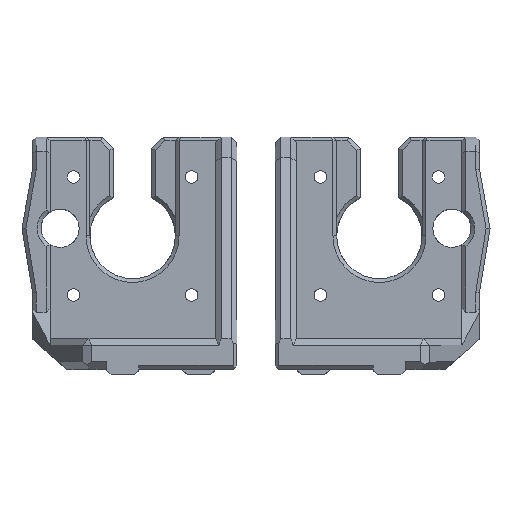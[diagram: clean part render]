
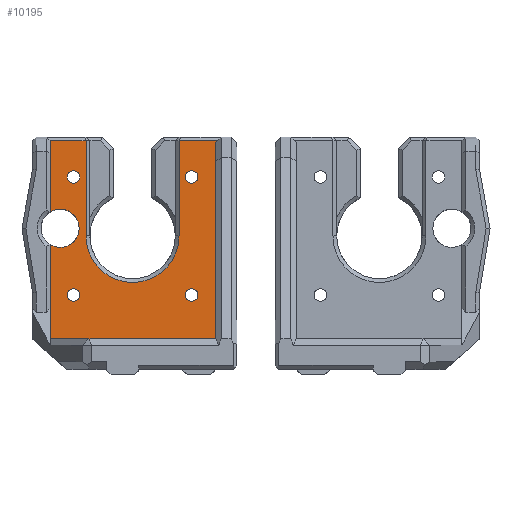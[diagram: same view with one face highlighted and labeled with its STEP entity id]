
A CAD part, top view. The second image highlights one B-rep face of the part: STEP entity #10195.
In plain terms, the highlighted face is planar.
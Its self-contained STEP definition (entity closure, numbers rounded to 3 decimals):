
#39=(
BOUNDED_CURVE()
B_SPLINE_CURVE(2,(#14943,#14944,#14945),.UNSPECIFIED.,.F.,.F.)
B_SPLINE_CURVE_WITH_KNOTS((3,3),(0.25,0.726),
 .UNSPECIFIED.)
CURVE()
GEOMETRIC_REPRESENTATION_ITEM()
RATIONAL_B_SPLINE_CURVE((1.193,1.314,1.193))
REPRESENTATION_ITEM('')
);
#40=(
BOUNDED_CURVE()
B_SPLINE_CURVE(2,(#14949,#14950,#14951),.UNSPECIFIED.,.F.,.F.)
B_SPLINE_CURVE_WITH_KNOTS((3,3),(0.25,0.726),
 .UNSPECIFIED.)
CURVE()
GEOMETRIC_REPRESENTATION_ITEM()
RATIONAL_B_SPLINE_CURVE((1.193,1.314,1.193))
REPRESENTATION_ITEM('')
);
#53=FACE_BOUND('',#1012,.T.);
#54=FACE_BOUND('',#1013,.T.);
#55=FACE_BOUND('',#1014,.T.);
#56=FACE_BOUND('',#1015,.T.);
#115=CIRCLE('',#10740,5.);
#118=CIRCLE('',#10743,5.);
#124=CIRCLE('',#10840,12.2);
#125=CIRCLE('',#10841,1.65);
#126=CIRCLE('',#10842,1.65);
#127=CIRCLE('',#10843,1.65);
#128=CIRCLE('',#10844,1.65);
#415=FACE_OUTER_BOUND('',#1011,.T.);
#1011=EDGE_LOOP('',(#7138,#7139,#7140,#7141,#7142,#7143,#7144,#7145,#7146,
#7147,#7148,#7149,#7150,#7151,#7152,#7153,#7154,#7155));
#1012=EDGE_LOOP('',(#7156));
#1013=EDGE_LOOP('',(#7157));
#1014=EDGE_LOOP('',(#7158));
#1015=EDGE_LOOP('',(#7159));
#1549=LINE('',#14332,#2859);
#1569=LINE('',#14392,#2879);
#1631=LINE('',#14527,#2941);
#1829=LINE('',#14921,#3139);
#1839=LINE('',#14941,#3149);
#1840=LINE('',#14947,#3150);
#1841=LINE('',#14953,#3151);
#1842=LINE('',#14955,#3152);
#1843=LINE('',#14957,#3153);
#1844=LINE('',#14959,#3154);
#1845=LINE('',#14960,#3155);
#1846=LINE('',#14962,#3156);
#1847=LINE('',#14965,#3157);
#2859=VECTOR('',#11511,10.);
#2879=VECTOR('',#11561,10.);
#2941=VECTOR('',#11669,10.);
#3139=VECTOR('',#12005,10.);
#3149=VECTOR('',#12021,10.);
#3150=VECTOR('',#12022,10.);
#3151=VECTOR('',#12023,10.);
#3152=VECTOR('',#12024,10.);
#3153=VECTOR('',#12025,10.);
#3154=VECTOR('',#12026,10.);
#3155=VECTOR('',#12027,10.);
#3156=VECTOR('',#12028,10.);
#3157=VECTOR('',#12031,10.);
#4160=VERTEX_POINT('',#14318);
#4165=VERTEX_POINT('',#14330);
#4175=VERTEX_POINT('',#14373);
#4176=VERTEX_POINT('',#14375);
#4182=VERTEX_POINT('',#14390);
#4232=VERTEX_POINT('',#14526);
#4358=VERTEX_POINT('',#14919);
#4359=VERTEX_POINT('',#14920);
#4366=VERTEX_POINT('',#14940);
#4367=VERTEX_POINT('',#14942);
#4368=VERTEX_POINT('',#14946);
#4369=VERTEX_POINT('',#14948);
#4370=VERTEX_POINT('',#14952);
#4371=VERTEX_POINT('',#14954);
#4372=VERTEX_POINT('',#14956);
#4373=VERTEX_POINT('',#14958);
#4374=VERTEX_POINT('',#14961);
#4375=VERTEX_POINT('',#14963);
#4376=VERTEX_POINT('',#14966);
#4377=VERTEX_POINT('',#14968);
#4378=VERTEX_POINT('',#14970);
#4379=VERTEX_POINT('',#14972);
#5105=EDGE_CURVE('',#4160,#4165,#1549,.T.);
#5124=EDGE_CURVE('',#4176,#4175,#115,.T.);
#5128=EDGE_CURVE('',#4165,#4176,#118,.T.);
#5133=EDGE_CURVE('',#4175,#4182,#1569,.T.);
#5200=EDGE_CURVE('',#4160,#4232,#1631,.T.);
#5398=EDGE_CURVE('',#4358,#4359,#1829,.T.);
#5408=EDGE_CURVE('',#4182,#4366,#1839,.T.);
#5409=EDGE_CURVE('',#4366,#4367,#39,.T.);
#5410=EDGE_CURVE('',#4367,#4368,#1840,.T.);
#5411=EDGE_CURVE('',#4368,#4369,#40,.T.);
#5412=EDGE_CURVE('',#4369,#4370,#1841,.T.);
#5413=EDGE_CURVE('',#4370,#4371,#1842,.T.);
#5414=EDGE_CURVE('',#4371,#4372,#1843,.T.);
#5415=EDGE_CURVE('',#4372,#4373,#1844,.T.);
#5416=EDGE_CURVE('',#4359,#4373,#1845,.F.);
#5417=EDGE_CURVE('',#4374,#4358,#1846,.T.);
#5418=EDGE_CURVE('',#4375,#4374,#124,.T.);
#5419=EDGE_CURVE('',#4232,#4375,#1847,.T.);
#5420=EDGE_CURVE('',#4376,#4376,#125,.T.);
#5421=EDGE_CURVE('',#4377,#4377,#126,.T.);
#5422=EDGE_CURVE('',#4378,#4378,#127,.T.);
#5423=EDGE_CURVE('',#4379,#4379,#128,.T.);
#7138=ORIENTED_EDGE('',*,*,#5128,.T.);
#7139=ORIENTED_EDGE('',*,*,#5124,.T.);
#7140=ORIENTED_EDGE('',*,*,#5133,.T.);
#7141=ORIENTED_EDGE('',*,*,#5408,.T.);
#7142=ORIENTED_EDGE('',*,*,#5409,.T.);
#7143=ORIENTED_EDGE('',*,*,#5410,.T.);
#7144=ORIENTED_EDGE('',*,*,#5411,.T.);
#7145=ORIENTED_EDGE('',*,*,#5412,.T.);
#7146=ORIENTED_EDGE('',*,*,#5413,.T.);
#7147=ORIENTED_EDGE('',*,*,#5414,.T.);
#7148=ORIENTED_EDGE('',*,*,#5415,.T.);
#7149=ORIENTED_EDGE('',*,*,#5416,.F.);
#7150=ORIENTED_EDGE('',*,*,#5398,.F.);
#7151=ORIENTED_EDGE('',*,*,#5417,.F.);
#7152=ORIENTED_EDGE('',*,*,#5418,.F.);
#7153=ORIENTED_EDGE('',*,*,#5419,.F.);
#7154=ORIENTED_EDGE('',*,*,#5200,.F.);
#7155=ORIENTED_EDGE('',*,*,#5105,.T.);
#7156=ORIENTED_EDGE('',*,*,#5420,.T.);
#7157=ORIENTED_EDGE('',*,*,#5421,.T.);
#7158=ORIENTED_EDGE('',*,*,#5422,.T.);
#7159=ORIENTED_EDGE('',*,*,#5423,.T.);
#9659=PLANE('',#10839);
#10195=ADVANCED_FACE('',(#415,#53,#54,#55,#56),#9659,.T.);
#10740=AXIS2_PLACEMENT_3D('',#14376,#11546,#11547);
#10743=AXIS2_PLACEMENT_3D('',#14382,#11553,#11554);
#10839=AXIS2_PLACEMENT_3D('',#14939,#12019,#12020);
#10840=AXIS2_PLACEMENT_3D('',#14964,#12029,#12030);
#10841=AXIS2_PLACEMENT_3D('',#14967,#12032,#12033);
#10842=AXIS2_PLACEMENT_3D('',#14969,#12034,#12035);
#10843=AXIS2_PLACEMENT_3D('',#14971,#12036,#12037);
#10844=AXIS2_PLACEMENT_3D('',#14973,#12038,#12039);
#11511=DIRECTION('',(0.,0.,-1.));
#11546=DIRECTION('center_axis',(0.,1.,0.));
#11547=DIRECTION('ref_axis',(-1.,0.,0.));
#11553=DIRECTION('center_axis',(0.,1.,0.));
#11554=DIRECTION('ref_axis',(-1.,0.,0.));
#11561=DIRECTION('',(0.,0.,-1.));
#11669=DIRECTION('',(1.,0.,0.));
#12005=DIRECTION('',(1.,0.,0.));
#12019=DIRECTION('center_axis',(0.,-1.,0.));
#12020=DIRECTION('ref_axis',(0.,0.,1.));
#12021=DIRECTION('',(1.,0.,0.));
#12022=DIRECTION('',(1.,0.,0.));
#12023=DIRECTION('',(1.,0.,0.));
#12024=DIRECTION('',(0.,0.,1.));
#12025=DIRECTION('',(0.,0.,1.));
#12026=DIRECTION('',(0.,0.,1.));
#12027=DIRECTION('',(0.707,0.,0.707));
#12028=DIRECTION('',(0.,0.,1.));
#12029=DIRECTION('center_axis',(0.,-1.,0.));
#12030=DIRECTION('ref_axis',(0.,0.,
-1.));
#12031=DIRECTION('',(0.,0.,-1.));
#12032=DIRECTION('center_axis',(0.,1.,0.));
#12033=DIRECTION('ref_axis',(0.,0.,-1.));
#12034=DIRECTION('center_axis',(0.,1.,0.));
#12035=DIRECTION('ref_axis',(0.,0.,-1.));
#12036=DIRECTION('center_axis',(0.,1.,0.));
#12037=DIRECTION('ref_axis',(0.,0.,-1.));
#12038=DIRECTION('center_axis',(0.,1.,0.));
#12039=DIRECTION('ref_axis',(0.,0.,-1.));
#14318=CARTESIAN_POINT('',(-209.054,-78.601,-236.994));
#14330=CARTESIAN_POINT('',(-209.054,-78.601,-255.667));
#14332=CARTESIAN_POINT('',(-209.054,-78.601,-283.745));
#14373=CARTESIAN_POINT('',(-209.054,-78.601,-264.181));
#14375=CARTESIAN_POINT('',(-201.431,-78.601,-259.924));
#14376=CARTESIAN_POINT('Origin',(-206.431,-78.601,-259.924));
#14382=CARTESIAN_POINT('Origin',(-206.431,-78.601,-259.924));
#14390=CARTESIAN_POINT('',(-209.054,-78.601,-288.995));
#14392=CARTESIAN_POINT('',(-209.054,-78.601,-283.745));
#14526=CARTESIAN_POINT('',(-199.613,-78.601,-236.994));
#14527=CARTESIAN_POINT('',(-189.334,-78.601,-236.994));
#14919=CARTESIAN_POINT('',(-175.213,-78.601,-236.994));
#14920=CARTESIAN_POINT('',(-165.104,-78.601,-236.994));
#14921=CARTESIAN_POINT('',(-189.334,-78.601,-236.994));
#14939=CARTESIAN_POINT('Origin',(-212.413,-78.601,-291.245));
#14940=CARTESIAN_POINT('',(-191.837,-78.601,-288.995));
#14941=CARTESIAN_POINT('',(-189.509,-78.601,-288.995));
#14942=CARTESIAN_POINT('',(-188.193,-78.601,-288.995));
#14943=CARTESIAN_POINT('Ctrl Pts',(-191.837,-78.601,
-288.995));
#14944=CARTESIAN_POINT('Ctrl Pts',(-190.015,-78.601,
-289.758));
#14945=CARTESIAN_POINT('Ctrl Pts',(-188.193,-78.601,
-288.995));
#14946=CARTESIAN_POINT('',(-171.837,-78.601,-288.995));
#14947=CARTESIAN_POINT('',(-189.509,-78.601,-288.995));
#14948=CARTESIAN_POINT('',(-168.193,-78.601,-288.995));
#14949=CARTESIAN_POINT('Ctrl Pts',(-171.837,-78.601,
-288.995));
#14950=CARTESIAN_POINT('Ctrl Pts',(-170.015,-78.601,
-289.758));
#14951=CARTESIAN_POINT('Ctrl Pts',(-168.193,-78.601,
-288.995));
#14952=CARTESIAN_POINT('',(-165.604,-78.601,-288.995));
#14953=CARTESIAN_POINT('',(-189.509,-78.601,-288.995));
#14954=CARTESIAN_POINT('',(-165.604,-78.601,-288.695));
#14955=CARTESIAN_POINT('',(-165.604,-78.601,-263.619));
#14956=CARTESIAN_POINT('',(-165.604,-78.601,-244.294));
#14957=CARTESIAN_POINT('',(-165.604,-78.601,-263.619));
#14958=CARTESIAN_POINT('',(-165.604,-78.601,-237.494));
#14959=CARTESIAN_POINT('',(-165.604,-78.601,-263.619));
#14960=CARTESIAN_POINT('',(-190.369,-78.601,-262.259));
#14961=CARTESIAN_POINT('',(-175.213,-78.601,-261.945));
#14962=CARTESIAN_POINT('',(-175.213,-78.601,-263.619));
#14963=CARTESIAN_POINT('',(-199.613,-78.601,-261.945));
#14964=CARTESIAN_POINT('Origin',(-187.413,-78.601,-261.945));
#14965=CARTESIAN_POINT('',(-199.613,-78.601,-276.595));
#14966=CARTESIAN_POINT('',(-171.913,-78.601,-244.795));
#14967=CARTESIAN_POINT('Origin',(-171.913,-78.601,-246.445));
#14968=CARTESIAN_POINT('',(-202.913,-78.601,-244.795));
#14969=CARTESIAN_POINT('Origin',(-202.913,-78.601,-246.445));
#14970=CARTESIAN_POINT('',(-171.913,-78.601,-275.795));
#14971=CARTESIAN_POINT('Origin',(-171.913,-78.601,-277.445));
#14972=CARTESIAN_POINT('',(-202.913,-78.601,-275.795));
#14973=CARTESIAN_POINT('Origin',(-202.913,-78.601,-277.445));
